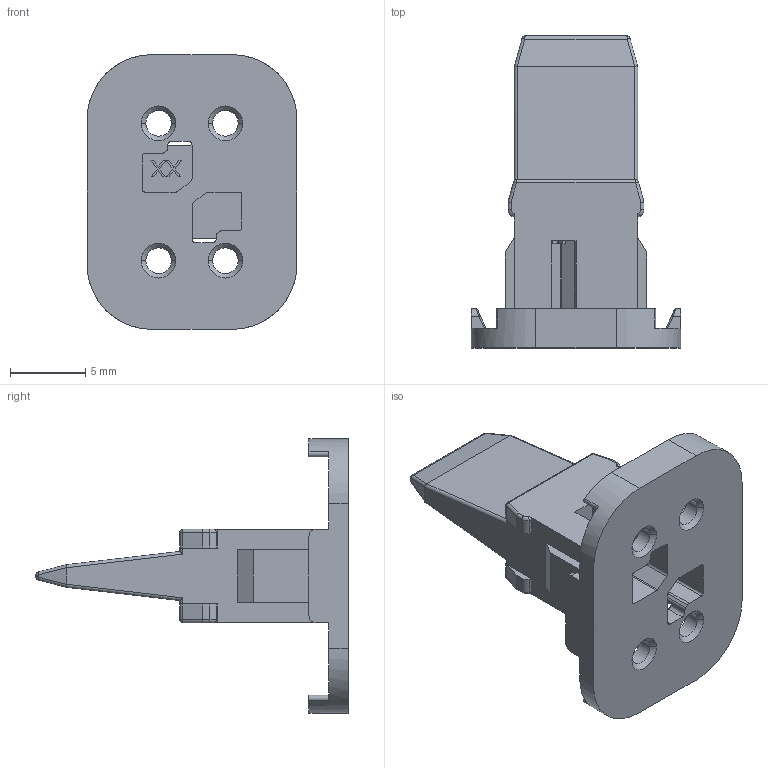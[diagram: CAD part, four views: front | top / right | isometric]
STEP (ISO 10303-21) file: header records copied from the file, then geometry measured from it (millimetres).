
FILE_DESCRIPTION((''),'2;1');
FILE_NAME('AW4S-B','2022-07-12T',('orion.li'),(''),'PRO/ENGINEER BY PARAMETRIC TECHNOLOGY CORPORATION, 2016360','PRO/ENGINEER BY PARAMETRIC TECHNOLOGY CORPORATION, 2016360','');
FILE_SCHEMA(('CONFIG_CONTROL_DESIGN'));
Length unit declared in the file: millimetre
Products named in the file (1): AW4S-B
Bounding box: 13.9 x 20.7 x 18.2 mm (x, y, z)
Volume: 884.6 mm3; surface area: 1231.8 mm2
Topology: 1 solids, 1 shells, 219 faces, 592 edges, 376 vertices
Faces by surface type: plane 102, cylinder 79, cone 12, torus 8, extrusion 8, bspline 6, sphere 4
Entity records: 7320 total; most frequent: CARTESIAN_POINT 1799, ORIENTED_EDGE 1184, DIRECTION 1090, EDGE_CURVE 592, VECTOR 384, LINE 376, VERTEX_POINT 376, AXIS2_PLACEMENT_3D 353
